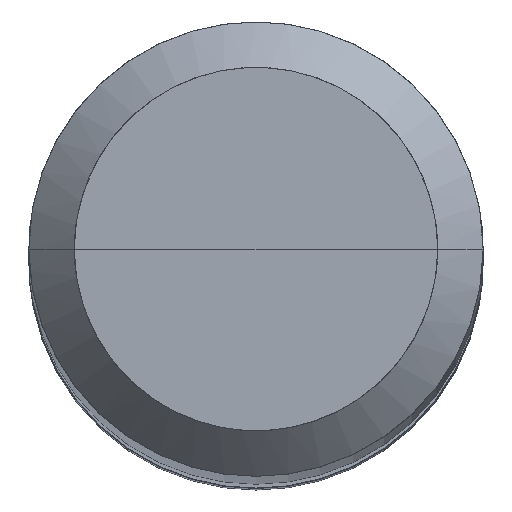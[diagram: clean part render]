
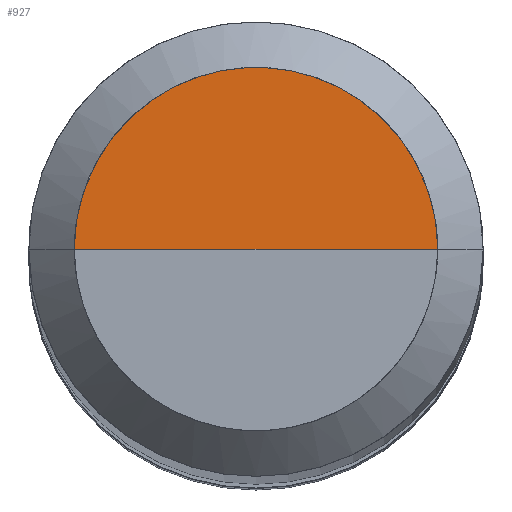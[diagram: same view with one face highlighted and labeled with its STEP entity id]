
A CAD part, top view. The second image highlights one B-rep face of the part: STEP entity #927.
In plain terms, the highlighted free-form (B-spline) face has degree [1, 2] with [2, 5] control points.
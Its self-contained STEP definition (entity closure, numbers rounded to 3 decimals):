
#599=CARTESIAN_POINT('',(4.0,0.0,100.0));
#600=CARTESIAN_POINT('',(4.0,4.0,100.0));
#601=CARTESIAN_POINT('',(0.0,4.0,100.0));
#602=CARTESIAN_POINT('',(-4.0,4.0,100.0));
#603=CARTESIAN_POINT('',(-4.0,0.0,100.0));
#604=CARTESIAN_POINT('',(0.0,0.0,100.0));
#912=(
BOUNDED_SURFACE()
B_SPLINE_SURFACE(1,2,(
(#599,#600,#601,#602,#603),
(#604,#604,#604,#604,#604)
), .UNSPECIFIED.,.F.,.F.,.F.)
B_SPLINE_SURFACE_WITH_KNOTS((2,2),(3,2,3),(
0.0,1.0),(
0.0,0.5,1.0), .UNSPECIFIED.)
GEOMETRIC_REPRESENTATION_ITEM()
RATIONAL_B_SPLINE_SURFACE(((1.0,0.707,1.0,0.707,1.0),
(1.0,0.707,1.0,0.707,1.0)
))
REPRESENTATION_ITEM('')
SURFACE()
);
#913=(
BOUNDED_CURVE()
B_SPLINE_CURVE(2,(#603,#602,#601,#600,#599),.UNSPECIFIED.,.F.,.F.)
B_SPLINE_CURVE_WITH_KNOTS((3,2,3),
(0.0,0.5,1.0),.UNSPECIFIED.)
CURVE()
GEOMETRIC_REPRESENTATION_ITEM()
RATIONAL_B_SPLINE_CURVE((1.0,0.707,1.0,0.707,1.0))
REPRESENTATION_ITEM('')
);
#914=(
BOUNDED_CURVE()
B_SPLINE_CURVE(1,(#599,#604),.UNSPECIFIED.,.F.,.F.)
B_SPLINE_CURVE_WITH_KNOTS((2,2),
(0.0,1.0),.UNSPECIFIED.)
CURVE()
GEOMETRIC_REPRESENTATION_ITEM()
RATIONAL_B_SPLINE_CURVE((1.0,1.0))
REPRESENTATION_ITEM('')
);
#915=(
BOUNDED_CURVE()
B_SPLINE_CURVE(1,(#604,#603),.UNSPECIFIED.,.F.,.F.)
B_SPLINE_CURVE_WITH_KNOTS((2,2),
(0.0,1.0),.UNSPECIFIED.)
CURVE()
GEOMETRIC_REPRESENTATION_ITEM()
RATIONAL_B_SPLINE_CURVE((1.0,1.0))
REPRESENTATION_ITEM('')
);
#916=VERTEX_POINT('',#599);
#917=VERTEX_POINT('',#603);
#918=VERTEX_POINT('',#604);
#919=EDGE_CURVE('',#917,#916,#913,.T.);
#920=EDGE_CURVE('',#916,#918,#914,.T.);
#921=EDGE_CURVE('',#918,#917,#915,.T.);
#922=ORIENTED_EDGE('',*,*,#919,.T.);
#923=ORIENTED_EDGE('',*,*,#920,.T.);
#924=ORIENTED_EDGE('',*,*,#921,.T.);
#925=EDGE_LOOP('',(#922,#923,#924));
#926=FACE_OUTER_BOUND('',#925,.T.);
#927=ADVANCED_FACE('',(#926),#912,.T.);
